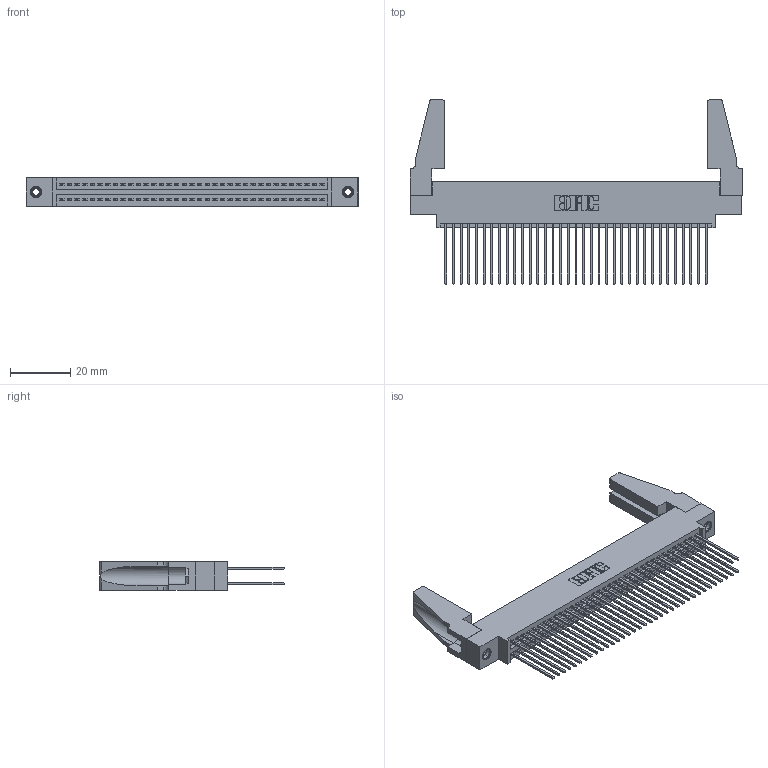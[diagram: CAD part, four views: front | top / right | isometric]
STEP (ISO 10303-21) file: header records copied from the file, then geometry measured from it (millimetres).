
FILE_DESCRIPTION (( 'STEP AP203' ), '1' );
FILE_NAME ('345-070-541-888.STEP', '2019-10-31T00:47:38', ( '' ), ( '' ), 'SwSTEP 2.0', 'SolidWorks 2016', '' );
FILE_SCHEMA (( 'CONFIG_CONTROL_DESIGN' ));
Length unit declared in the file: inch
Products named in the file (5): 345-250-001_345-250-001-102; 345-292-001_345-293-141; 345-220-078_345-220-088; 345-070-541-888; 345 Part_0.170 Offset - 0.156 Dia-TH
Assembly tree (75 placements, depth 2):
  345-070-541-888
    345 Part_0.170 Offset - 0.156 Dia-TH
    345-292-001_345-293-141  x70
    345-250-001_345-250-001-102  x2
    345-220-078_345-220-088  x2
Bounding box: 110.13 x 61.14 x 9.4 mm (x, y, z)
Volume: 14174.2 mm3; surface area: 21162.1 mm2
Topology: 75 solids, 75 shells, 3754 faces, 11097 edges, 7294 vertices
Faces by surface type: plane 2466, cylinder 1272, cone 12, torus 4
Entity records: 30702 total; most frequent: CARTESIAN_POINT 5150, ORIENTED_EDGE 5044, DIRECTION 4554, EDGE_CURVE 2522, LINE 2208, VECTOR 2208, VERTEX_POINT 1674, AXIS2_PLACEMENT_3D 1173
